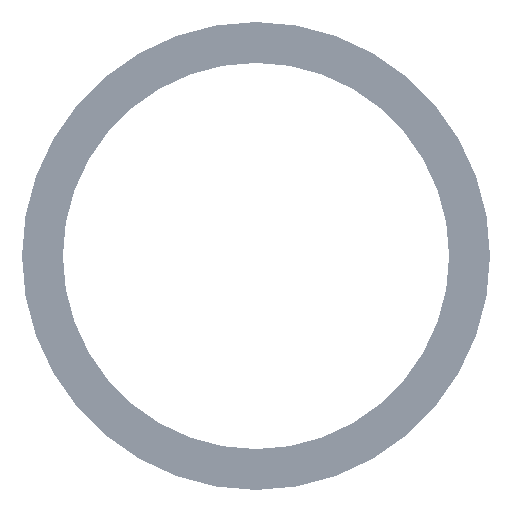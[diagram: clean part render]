
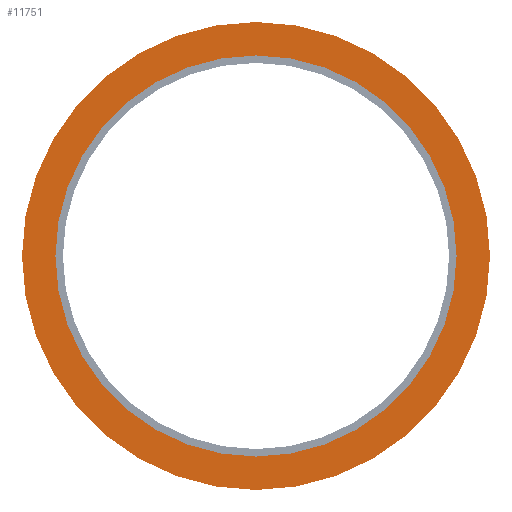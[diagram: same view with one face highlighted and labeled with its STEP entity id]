
A CAD part, left-side view. The second image highlights one B-rep face of the part: STEP entity #11751.
In plain terms, the highlighted planar face has unit normal (-1, 0, 0).
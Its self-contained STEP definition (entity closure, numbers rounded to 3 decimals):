
#1480 = VERTEX_POINT ( 'NONE', #21565 ) ;
#4133 = CIRCLE ( 'NONE', #9446, 31.5 ) ;
#5468 = CIRCLE ( 'NONE', #17006, 27. ) ;
#6675 = CARTESIAN_POINT ( 'NONE',  ( 2.2, 0., 0. ) ) ;
#9446 = AXIS2_PLACEMENT_3D ( 'NONE', #6675, #26128, #9447 ) ;
#9447 = DIRECTION ( 'NONE',  ( 0., 0., 1. ) ) ;
#11751 = ADVANCED_FACE ( 'NONE', ( #31396, #32271 ), #26176, .F. ) ;
#12359 = EDGE_CURVE ( 'NONE', #1480, #1480, #4133, .T. ) ;
#14551 = DIRECTION ( 'NONE',  ( -1., 0., 0. ) ) ;
#15210 = EDGE_LOOP ( 'NONE', ( #25031 ) ) ;
#17006 = AXIS2_PLACEMENT_3D ( 'NONE', #31233, #14551, #34052 ) ;
#17924 = EDGE_LOOP ( 'NONE', ( #33939 ) ) ;
#21565 = CARTESIAN_POINT ( 'NONE',  ( 2.2, 0., 31.5 ) ) ;
#23248 = DIRECTION ( 'NONE',  ( 1., 0., 0. ) ) ;
#23365 = CARTESIAN_POINT ( 'NONE',  ( 2.2, 31.5, 0. ) ) ;
#25031 = ORIENTED_EDGE ( 'NONE', *, *, #12359, .T. ) ;
#26128 = DIRECTION ( 'NONE',  ( -1., 0., 0. ) ) ;
#26176 = PLANE ( 'NONE',  #34985 ) ;
#27069 = EDGE_CURVE ( 'NONE', #34743, #34743, #5468, .T. ) ;
#28995 = DIRECTION ( 'NONE',  ( 0., 0., -1. ) ) ;
#31233 = CARTESIAN_POINT ( 'NONE',  ( 2.2, 0., 0. ) ) ;
#31396 = FACE_BOUND ( 'NONE', #17924, .T. ) ;
#32271 = FACE_OUTER_BOUND ( 'NONE', #15210, .T. ) ;
#33247 = CARTESIAN_POINT ( 'NONE',  ( 2.2, 0., -27. ) ) ;
#33939 = ORIENTED_EDGE ( 'NONE', *, *, #27069, .F. ) ;
#34052 = DIRECTION ( 'NONE',  ( 0., 0., -1. ) ) ;
#34743 = VERTEX_POINT ( 'NONE', #33247 ) ;
#34985 = AXIS2_PLACEMENT_3D ( 'NONE', #23365, #23248, #28995 ) ;
